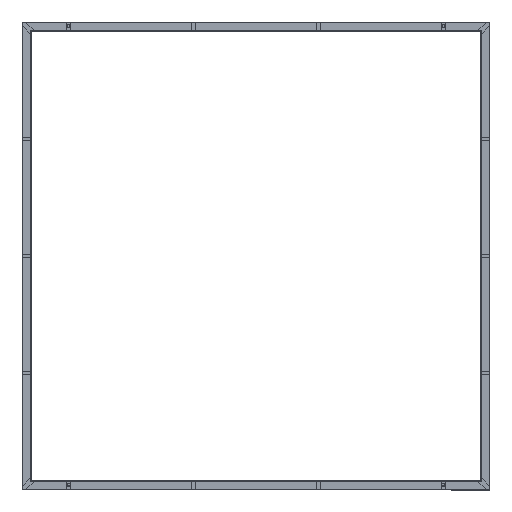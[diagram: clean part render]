
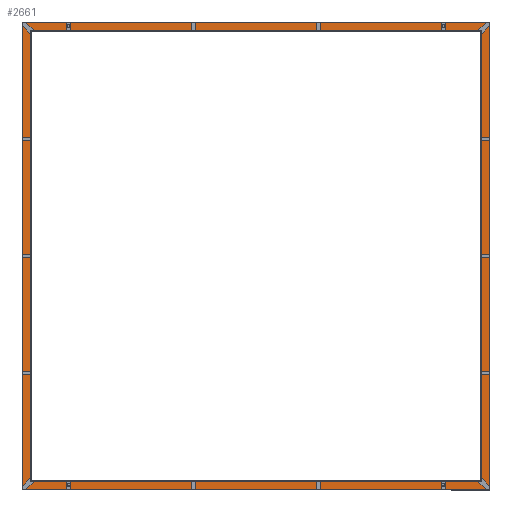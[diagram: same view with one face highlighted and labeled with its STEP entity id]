
A CAD part, top view. The second image highlights one B-rep face of the part: STEP entity #2661.
In plain terms, the highlighted face is planar.
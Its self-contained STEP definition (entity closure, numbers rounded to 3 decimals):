
#115=FACE_BOUND('',#575,.T.);
#239=PLANE('',#2941);
#391=FACE_OUTER_BOUND('',#574,.T.);
#574=EDGE_LOOP('',(#2440,#2441,#2442,#2443));
#575=EDGE_LOOP('',(#2444,#2445,#2446,#2447));
#854=LINE('',#4373,#1146);
#858=LINE('',#4381,#1150);
#861=LINE('',#4387,#1153);
#864=LINE('',#4392,#1156);
#866=LINE('',#4397,#1158);
#870=LINE('',#4405,#1162);
#873=LINE('',#4411,#1165);
#876=LINE('',#4416,#1168);
#1146=VECTOR('',#3607,10.);
#1150=VECTOR('',#3613,10.);
#1153=VECTOR('',#3618,10.);
#1156=VECTOR('',#3623,10.);
#1158=VECTOR('',#3627,10.);
#1162=VECTOR('',#3633,10.);
#1165=VECTOR('',#3638,10.);
#1168=VECTOR('',#3643,10.);
#1414=VERTEX_POINT('',#4371);
#1415=VERTEX_POINT('',#4372);
#1418=VERTEX_POINT('',#4380);
#1420=VERTEX_POINT('',#4386);
#1422=VERTEX_POINT('',#4395);
#1423=VERTEX_POINT('',#4396);
#1426=VERTEX_POINT('',#4404);
#1428=VERTEX_POINT('',#4410);
#1748=EDGE_CURVE('',#1414,#1415,#854,.T.);
#1752=EDGE_CURVE('',#1418,#1414,#858,.T.);
#1755=EDGE_CURVE('',#1420,#1418,#861,.T.);
#1758=EDGE_CURVE('',#1415,#1420,#864,.T.);
#1760=EDGE_CURVE('',#1422,#1423,#866,.T.);
#1764=EDGE_CURVE('',#1426,#1422,#870,.T.);
#1767=EDGE_CURVE('',#1428,#1426,#873,.T.);
#1770=EDGE_CURVE('',#1423,#1428,#876,.T.);
#2440=ORIENTED_EDGE('',*,*,#1770,.F.);
#2441=ORIENTED_EDGE('',*,*,#1760,.F.);
#2442=ORIENTED_EDGE('',*,*,#1764,.F.);
#2443=ORIENTED_EDGE('',*,*,#1767,.F.);
#2444=ORIENTED_EDGE('',*,*,#1748,.T.);
#2445=ORIENTED_EDGE('',*,*,#1758,.T.);
#2446=ORIENTED_EDGE('',*,*,#1755,.T.);
#2447=ORIENTED_EDGE('',*,*,#1752,.T.);
#2661=ADVANCED_FACE('',(#391,#115),#239,.F.);
#2941=AXIS2_PLACEMENT_3D('',#4419,#3647,#3648);
#3607=DIRECTION('',(0.,1.,0.));
#3613=DIRECTION('',(1.,0.,0.));
#3618=DIRECTION('',(0.,-1.,0.));
#3623=DIRECTION('',(-1.,0.,0.));
#3627=DIRECTION('',(0.,-1.,0.));
#3633=DIRECTION('',(-1.,0.,0.));
#3638=DIRECTION('',(0.,1.,0.));
#3643=DIRECTION('',(1.,0.,0.));
#3647=DIRECTION('center_axis',(0.,0.,1.));
#3648=DIRECTION('ref_axis',(1.,0.,0.));
#4371=CARTESIAN_POINT('',(722.,-722.,2.));
#4372=CARTESIAN_POINT('',(722.,722.,2.));
#4373=CARTESIAN_POINT('',(722.,-361.,2.));
#4380=CARTESIAN_POINT('',(-722.,-722.,2.));
#4381=CARTESIAN_POINT('',(-361.,-722.,2.));
#4386=CARTESIAN_POINT('',(-722.,722.,2.));
#4387=CARTESIAN_POINT('',(-722.,361.,2.));
#4392=CARTESIAN_POINT('',(361.,722.,2.));
#4395=CARTESIAN_POINT('',(-748.,748.,2.));
#4396=CARTESIAN_POINT('',(-748.,-748.,2.));
#4397=CARTESIAN_POINT('',(-748.,748.,2.));
#4404=CARTESIAN_POINT('',(748.,748.,2.));
#4405=CARTESIAN_POINT('',(748.,748.,2.));
#4410=CARTESIAN_POINT('',(748.,-748.,2.));
#4411=CARTESIAN_POINT('',(748.,-748.,2.));
#4416=CARTESIAN_POINT('',(-748.,-748.,2.));
#4419=CARTESIAN_POINT('Origin',(0.,0.,
2.));
